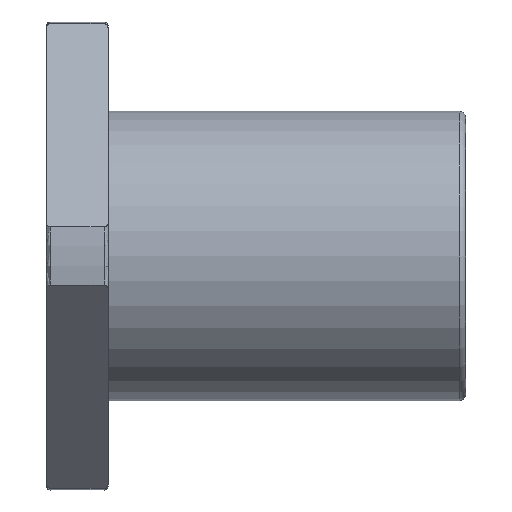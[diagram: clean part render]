
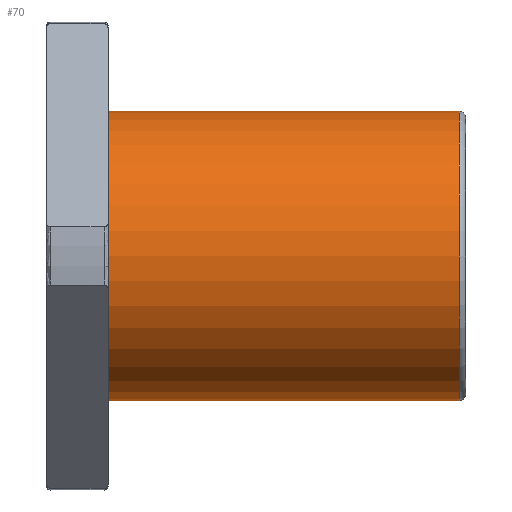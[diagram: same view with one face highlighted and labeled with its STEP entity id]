
A CAD part, front view. The second image highlights one B-rep face of the part: STEP entity #70.
In plain terms, the highlighted cylindrical face has radius 23.5 mm (diameter 47 mm), a full revolution.
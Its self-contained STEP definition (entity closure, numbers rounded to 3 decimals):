
#70 = ADVANCED_FACE( '', ( #164, #165 ), #166, .T. );
#164 = FACE_OUTER_BOUND( '', #307, .T. );
#165 = FACE_OUTER_BOUND( '', #308, .T. );
#166 = CYLINDRICAL_SURFACE( '', #309, 23.5 );
#307 = EDGE_LOOP( '', ( #477 ) );
#308 = EDGE_LOOP( '', ( #478 ) );
#309 = AXIS2_PLACEMENT_3D( '', #479, #480, #481 );
#477 = ORIENTED_EDGE( '', *, *, #745, .T. );
#478 = ORIENTED_EDGE( '', *, *, #746, .F. );
#479 = CARTESIAN_POINT( '', ( 68., 0., 0. ) );
#480 = DIRECTION( '', ( -1., 0., 0. ) );
#481 = DIRECTION( '', ( 0., 0., -1. ) );
#745 = EDGE_CURVE( '', #874, #874, #875, .T. );
#746 = EDGE_CURVE( '', #876, #876, #877, .T. );
#874 = VERTEX_POINT( '', #1117 );
#875 = CIRCLE( '', #1118, 23.5 );
#876 = VERTEX_POINT( '', #1119 );
#877 = CIRCLE( '', #1120, 23.5 );
#1117 = CARTESIAN_POINT( '', ( 10., 0., -23.5 ) );
#1118 = AXIS2_PLACEMENT_3D( '', #1317, #1318, #1319 );
#1119 = CARTESIAN_POINT( '', ( 66.938, 0., -23.5 ) );
#1120 = AXIS2_PLACEMENT_3D( '', #1320, #1321, #1322 );
#1317 = CARTESIAN_POINT( '', ( 10., 0., 0. ) );
#1318 = DIRECTION( '', ( 1., 0., 0. ) );
#1319 = DIRECTION( '', ( 0., 0., -1. ) );
#1320 = CARTESIAN_POINT( '', ( 66.938, 0., 0. ) );
#1321 = DIRECTION( '', ( 1., 0., 0. ) );
#1322 = DIRECTION( '', ( 0., 0., -1. ) );
